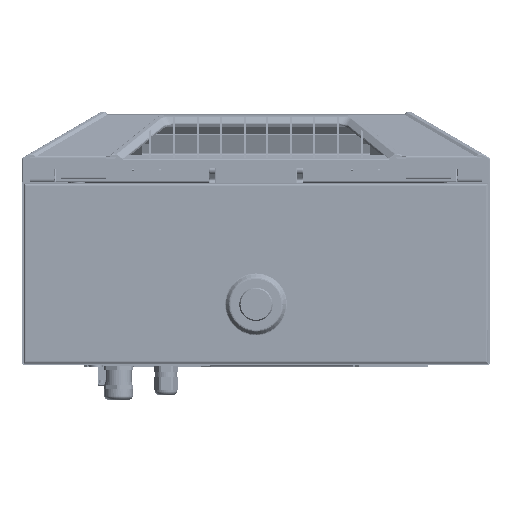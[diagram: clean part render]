
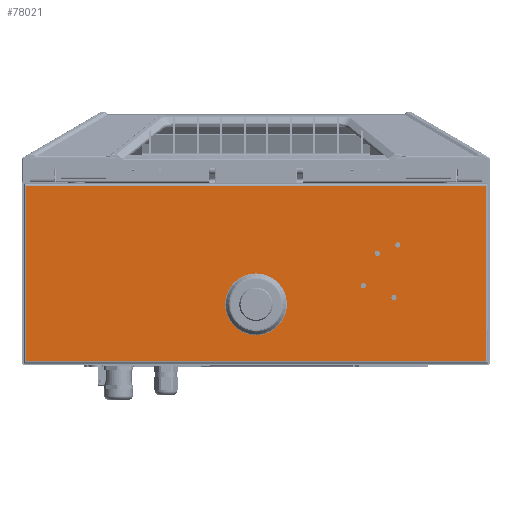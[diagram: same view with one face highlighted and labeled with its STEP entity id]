
A CAD part, front view. The second image highlights one B-rep face of the part: STEP entity #78021.
In plain terms, the highlighted planar face has unit normal (0, -1, 0).
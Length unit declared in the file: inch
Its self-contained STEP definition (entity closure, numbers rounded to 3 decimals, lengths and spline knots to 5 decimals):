
#8688 = VECTOR ( 'NONE', #259457, 39.37008 ) ;
#10224 = ORIENTED_EDGE ( 'NONE', *, *, #325917, .F. ) ;
#10716 = CARTESIAN_POINT ( 'NONE',  ( -7.6378, 0., 5.96457 ) ) ;
#13522 = VECTOR ( 'NONE', #54378, 39.37008 ) ;
#19516 = DIRECTION ( 'NONE',  ( 0., -1., 0. ) ) ;
#21486 = VERTEX_POINT ( 'NONE', #10716 ) ;
#25755 = CARTESIAN_POINT ( 'NONE',  ( 0., 0., 1.00048 ) ) ;
#27392 = DIRECTION ( 'NONE',  ( 0., 0., -1. ) ) ;
#29094 = DIRECTION ( 'NONE',  ( 0., 1., 0. ) ) ;
#32464 = DIRECTION ( 'NONE',  ( 0., -1., 0. ) ) ;
#33367 = EDGE_LOOP ( 'NONE', ( #110814 ) ) ;
#34160 = CARTESIAN_POINT ( 'NONE',  ( 4.03019, 0., 3.72774 ) ) ;
#38860 = EDGE_CURVE ( 'NONE', #110657, #110657, #152615, .T. ) ;
#40541 = VERTEX_POINT ( 'NONE', #221874 ) ;
#40645 = AXIS2_PLACEMENT_3D ( 'NONE', #34160, #32464, #27392 ) ;
#41424 = ORIENTED_EDGE ( 'NONE', *, *, #271324, .F. ) ;
#44042 = EDGE_LOOP ( 'NONE', ( #327305 ) ) ;
#45935 = VERTEX_POINT ( 'NONE', #64880 ) ;
#49896 = EDGE_CURVE ( 'NONE', #198680, #307109, #298263, .T. ) ;
#51413 = PLANE ( 'NONE',  #139148 ) ;
#53541 =( BOUNDED_CURVE ( )  B_SPLINE_CURVE ( 3, ( #102787, #333824, #292170, #25755, #77101, #313213, #284150 ),
 .UNSPECIFIED., .T., .F. ) 
 B_SPLINE_CURVE_WITH_KNOTS ( ( 4, 3, 4 ),
 ( 0., 0.5, 1. ),
 .UNSPECIFIED. ) 
 CURVE ( )  GEOMETRIC_REPRESENTATION_ITEM ( )  RATIONAL_B_SPLINE_CURVE ( ( 1., 0.333, 0.333, 1., 0.333, 0.333, 1. ) ) 
 REPRESENTATION_ITEM ( '' )  );
#54378 = DIRECTION ( 'NONE',  ( 0., 0., -1. ) ) ;
#55176 = CARTESIAN_POINT ( 'NONE',  ( 7.6378, 0., 5.96457 ) ) ;
#59016 = EDGE_LOOP ( 'NONE', ( #41424 ) ) ;
#64149 = EDGE_CURVE ( 'NONE', #21486, #170972, #184136, .T. ) ;
#64880 = CARTESIAN_POINT ( 'NONE',  ( 4.03019, 0., 3.63916 ) ) ;
#77101 = CARTESIAN_POINT ( 'NONE',  ( 2.05415, 0., 1.00048 ) ) ;
#77393 = VECTOR ( 'NONE', #116888, 39.37008 ) ;
#78021 = ADVANCED_FACE ( 'NONE', ( #136856, #162541, #263508, #266883, #316552, #85497 ), #51413, .F. ) ;
#81298 = CARTESIAN_POINT ( 'NONE',  ( 3.57071, 0., 2.64503 ) ) ;
#84965 = CARTESIAN_POINT ( 'NONE',  ( 3.57071, 0., 2.55644 ) ) ;
#85497 = FACE_BOUND ( 'NONE', #330603, .T. ) ;
#89333 = ORIENTED_EDGE ( 'NONE', *, *, #335125, .F. ) ;
#93560 = CARTESIAN_POINT ( 'NONE',  ( 4.58678, 0., 2.16601 ) ) ;
#97097 = CIRCLE ( 'NONE', #288312, 0.08858 ) ;
#102787 = CARTESIAN_POINT ( 'NONE',  ( 0., 0., 3.05464 ) ) ;
#105065 = EDGE_CURVE ( 'NONE', #170972, #198680, #288772, .T. ) ;
#110657 = VERTEX_POINT ( 'NONE', #84965 ) ;
#110814 = ORIENTED_EDGE ( 'NONE', *, *, #171434, .F. ) ;
#111700 = CIRCLE ( 'NONE', #40645, 0.08858 ) ;
#116888 = DIRECTION ( 'NONE',  ( -1., 0., 0. ) ) ;
#131140 = CARTESIAN_POINT ( 'NONE',  ( -7.6378, 0., 0.05906 ) ) ;
#133470 = DIRECTION ( 'NONE',  ( 0., 0., 1. ) ) ;
#136856 = FACE_BOUND ( 'NONE', #194283, .T. ) ;
#139148 = AXIS2_PLACEMENT_3D ( 'NONE', #159166, #29094, #133470 ) ;
#152615 = CIRCLE ( 'NONE', #240052, 0.08858 ) ;
#159166 = CARTESIAN_POINT ( 'NONE',  ( 7.71654, 0., 0.05906 ) ) ;
#159813 = EDGE_LOOP ( 'NONE', ( #241056, #316008, #194891, #299391 ) ) ;
#162541 = FACE_OUTER_BOUND ( 'NONE', #159813, .T. ) ;
#170972 = VERTEX_POINT ( 'NONE', #55176 ) ;
#171434 = EDGE_CURVE ( 'NONE', #45935, #45935, #111700, .T. ) ;
#174149 = AXIS2_PLACEMENT_3D ( 'NONE', #208799, #287530, #284144 ) ;
#177919 = CARTESIAN_POINT ( 'NONE',  ( 7.6378, 0., 0.1378 ) ) ;
#178590 = CARTESIAN_POINT ( 'NONE',  ( 4.70951, 0., 4.00219 ) ) ;
#182465 = CARTESIAN_POINT ( 'NONE',  ( 7.71654, 0., 5.96457 ) ) ;
#183958 = CARTESIAN_POINT ( 'NONE',  ( 4.70951, 0., 3.91361 ) ) ;
#184136 = LINE ( 'NONE', #182465, #280117 ) ;
#186071 = CARTESIAN_POINT ( 'NONE',  ( 7.6378, 0., 0.05906 ) ) ;
#190070 = EDGE_CURVE ( 'NONE', #307109, #21486, #288534, .T. ) ;
#194283 = EDGE_LOOP ( 'NONE', ( #89333 ) ) ;
#194891 = ORIENTED_EDGE ( 'NONE', *, *, #105065, .F. ) ;
#198680 = VERTEX_POINT ( 'NONE', #177919 ) ;
#208799 = CARTESIAN_POINT ( 'NONE',  ( 4.58678, 0., 2.25459 ) ) ;
#218051 = VERTEX_POINT ( 'NONE', #183958 ) ;
#221874 = CARTESIAN_POINT ( 'NONE',  ( 0., 0., 3.05464 ) ) ;
#225245 = VERTEX_POINT ( 'NONE', #93560 ) ;
#240052 = AXIS2_PLACEMENT_3D ( 'NONE', #81298, #259288, #338003 ) ;
#241056 = ORIENTED_EDGE ( 'NONE', *, *, #190070, .F. ) ;
#246912 = CARTESIAN_POINT ( 'NONE',  ( 7.71654, 0., 0.1378 ) ) ;
#255602 = DIRECTION ( 'NONE',  ( 0., 0., -1. ) ) ;
#259288 = DIRECTION ( 'NONE',  ( 0., -1., 0. ) ) ;
#259457 = DIRECTION ( 'NONE',  ( 0., 0., 1. ) ) ;
#263508 = FACE_BOUND ( 'NONE', #59016, .T. ) ;
#266883 = FACE_BOUND ( 'NONE', #33367, .T. ) ;
#271324 = EDGE_CURVE ( 'NONE', #218051, #218051, #97097, .T. ) ;
#280117 = VECTOR ( 'NONE', #288524, 39.37008 ) ;
#283330 = CIRCLE ( 'NONE', #174149, 0.08858 ) ;
#284144 = DIRECTION ( 'NONE',  ( 0., 0., -1. ) ) ;
#284150 = CARTESIAN_POINT ( 'NONE',  ( 0., 0., 3.05464 ) ) ;
#287530 = DIRECTION ( 'NONE',  ( 0., -1., 0. ) ) ;
#288312 = AXIS2_PLACEMENT_3D ( 'NONE', #178590, #19516, #255602 ) ;
#288524 = DIRECTION ( 'NONE',  ( 1., 0., 0. ) ) ;
#288534 = LINE ( 'NONE', #131140, #8688 ) ;
#288772 = LINE ( 'NONE', #186071, #13522 ) ;
#292170 = CARTESIAN_POINT ( 'NONE',  ( -2.05415, 0., 1.00048 ) ) ;
#298263 = LINE ( 'NONE', #246912, #77393 ) ;
#299391 = ORIENTED_EDGE ( 'NONE', *, *, #64149, .F. ) ;
#307109 = VERTEX_POINT ( 'NONE', #315859 ) ;
#313213 = CARTESIAN_POINT ( 'NONE',  ( 2.05415, 0., 3.05464 ) ) ;
#315859 = CARTESIAN_POINT ( 'NONE',  ( -7.6378, 0., 0.1378 ) ) ;
#316008 = ORIENTED_EDGE ( 'NONE', *, *, #49896, .F. ) ;
#316552 = FACE_BOUND ( 'NONE', #44042, .T. ) ;
#325917 = EDGE_CURVE ( 'NONE', #225245, #225245, #283330, .T. ) ;
#327305 = ORIENTED_EDGE ( 'NONE', *, *, #38860, .F. ) ;
#330603 = EDGE_LOOP ( 'NONE', ( #10224 ) ) ;
#333824 = CARTESIAN_POINT ( 'NONE',  ( -2.05415, 0., 3.05464 ) ) ;
#335125 = EDGE_CURVE ( 'NONE', #40541, #40541, #53541, .T. ) ;
#338003 = DIRECTION ( 'NONE',  ( 0., 0., -1. ) ) ;
